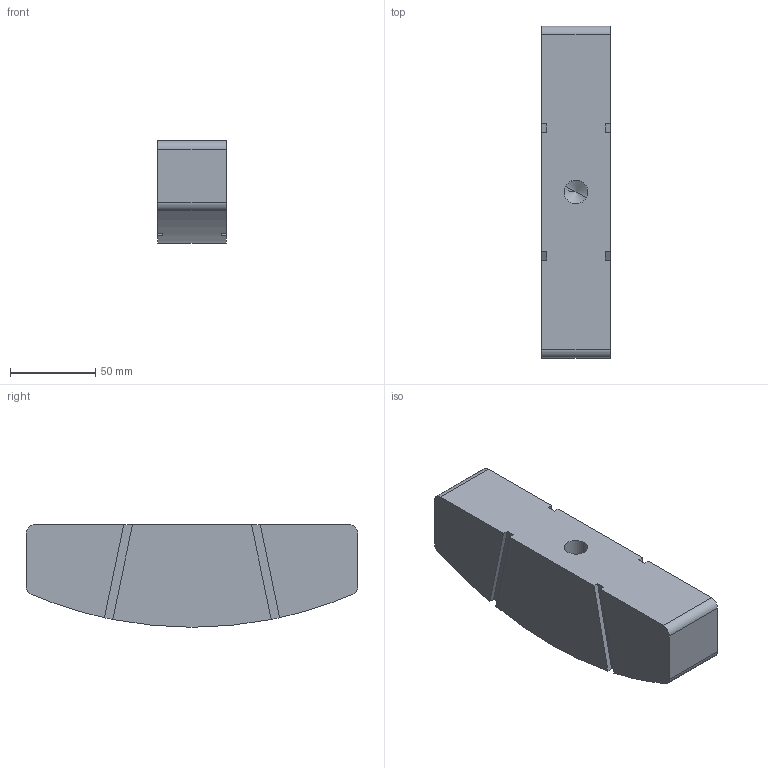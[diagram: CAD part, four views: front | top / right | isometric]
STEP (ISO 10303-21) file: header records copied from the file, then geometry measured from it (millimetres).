
FILE_DESCRIPTION(('CATIA V5 STEP Exchange'),'2;1');
FILE_NAME('Sabot_2020.stp','2020-03-13T15:32:13+00:00',('none'),('none'),'Version 5-6 Release 2013','CATIA V5 STEP AP203','none');
FILE_SCHEMA(('CONFIG_CONTROL_DESIGN'));
Length unit declared in the file: millimetre
Products named in the file (1): Sabot_2020
Bounding box: 40 x 194.22 x 60 mm (x, y, z)
Volume: 401718.7 mm3; surface area: 42852 mm2
Topology: 1 solids, 1 shells, 30 faces, 82 edges, 53 vertices
Faces by surface type: plane 21, cylinder 7, cone 2
Entity records: 897 total; most frequent: ORIENTED_EDGE 160, CARTESIAN_POINT 152, DIRECTION 116, EDGE_CURVE 80, VECTOR 58, LINE 58, VERTEX_POINT 53, AXIS2_PLACEMENT_3D 41
